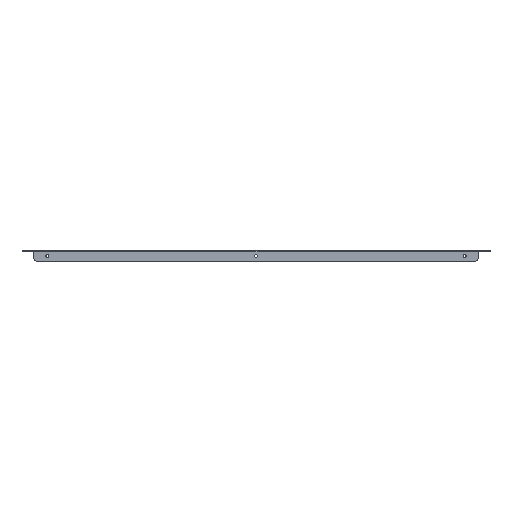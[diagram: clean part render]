
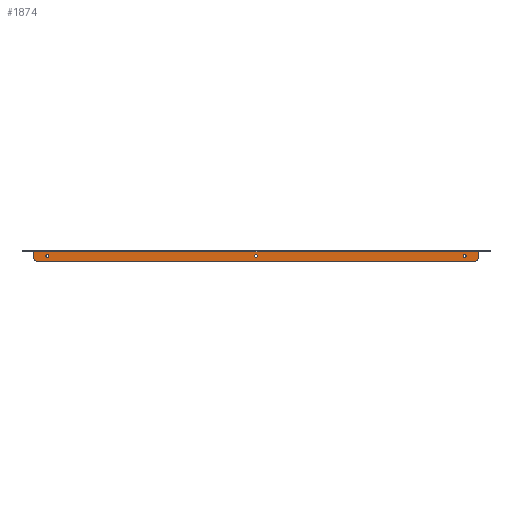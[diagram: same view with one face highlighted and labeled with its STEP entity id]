
A CAD part, front view. The second image highlights one B-rep face of the part: STEP entity #1874.
In plain terms, the highlighted planar face has unit normal (0, -1, 0).
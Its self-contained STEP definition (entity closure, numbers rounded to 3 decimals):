
#8 = DIRECTION ( 'NONE',  ( 0., 1., 0. ) ) ;
#48 = VERTEX_POINT ( 'NONE', #1726 ) ;
#54 = CIRCLE ( 'NONE', #90, 2.1 ) ;
#59 = ORIENTED_EDGE ( 'NONE', *, *, #597, .T. ) ;
#90 = AXIS2_PLACEMENT_3D ( 'NONE', #572, #1295, #412 ) ;
#94 = VECTOR ( 'NONE', #1399, 1000. ) ;
#127 = CARTESIAN_POINT ( 'NONE',  ( 306.25, -49.8, -5.4 ) ) ;
#134 = CARTESIAN_POINT ( 'NONE',  ( -328.796, -49.8, -0.919 ) ) ;
#137 = AXIS2_PLACEMENT_3D ( 'NONE', #719, #8, #1600 ) ;
#163 = LINE ( 'NONE', #699, #226 ) ;
#178 = ORIENTED_EDGE ( 'NONE', *, *, #1512, .T. ) ;
#192 = VECTOR ( 'NONE', #990, 1000. ) ;
#226 = VECTOR ( 'NONE', #1435, 1000. ) ;
#249 = LINE ( 'NONE', #1318, #786 ) ;
#314 = EDGE_CURVE ( 'NONE', #1402, #617, #493, .T. ) ;
#319 = FACE_OUTER_BOUND ( 'NONE', #1267, .T. ) ;
#381 = CIRCLE ( 'NONE', #1104, 2.1 ) ;
#382 = CIRCLE ( 'NONE', #1537, 5. ) ;
#412 = DIRECTION ( 'NONE',  ( 0., 0., 1. ) ) ;
#413 = EDGE_CURVE ( 'NONE', #48, #48, #381, .T. ) ;
#445 = DIRECTION ( 'NONE',  ( 0., 0., -1. ) ) ;
#493 = LINE ( 'NONE', #1527, #94 ) ;
#497 = DIRECTION ( 'NONE',  ( 0., 1., 0. ) ) ;
#509 = CARTESIAN_POINT ( 'NONE',  ( 326.25, -49.8, -10. ) ) ;
#514 = EDGE_LOOP ( 'NONE', ( #1519 ) ) ;
#572 = CARTESIAN_POINT ( 'NONE',  ( 306.25, -49.8, -7.5 ) ) ;
#581 = VERTEX_POINT ( 'NONE', #127 ) ;
#597 = EDGE_CURVE ( 'NONE', #1677, #1294, #249, .T. ) ;
#602 = VERTEX_POINT ( 'NONE', #1618 ) ;
#614 = PLANE ( 'NONE',  #782 ) ;
#617 = VERTEX_POINT ( 'NONE', #1762 ) ;
#661 = EDGE_CURVE ( 'NONE', #1451, #1451, #927, .T. ) ;
#692 = FACE_BOUND ( 'NONE', #514, .T. ) ;
#699 = CARTESIAN_POINT ( 'NONE',  ( 0., -49.8, -15. ) ) ;
#719 = CARTESIAN_POINT ( 'NONE',  ( 0., -49.8, -7.5 ) ) ;
#737 = CARTESIAN_POINT ( 'NONE',  ( -321.25, -49.8, -15. ) ) ;
#782 = AXIS2_PLACEMENT_3D ( 'NONE', #807, #497, #1695 ) ;
#786 = VECTOR ( 'NONE', #445, 1000. ) ;
#787 = FACE_BOUND ( 'NONE', #1546, .T. ) ;
#807 = CARTESIAN_POINT ( 'NONE',  ( 0., -49.8, 0. ) ) ;
#847 = DIRECTION ( 'NONE',  ( 0., 0., 1. ) ) ;
#927 = CIRCLE ( 'NONE', #137, 2.1 ) ;
#956 = ORIENTED_EDGE ( 'NONE', *, *, #314, .T. ) ;
#978 = DIRECTION ( 'NONE',  ( 0., 0., 1. ) ) ;
#990 = DIRECTION ( 'NONE',  ( 1., 0., 0. ) ) ;
#1023 = CIRCLE ( 'NONE', #1681, 5. ) ;
#1037 = VERTEX_POINT ( 'NONE', #737 ) ;
#1041 = CARTESIAN_POINT ( 'NONE',  ( -321.25, -49.8, -10. ) ) ;
#1071 = EDGE_CURVE ( 'NONE', #1294, #1037, #382, .T. ) ;
#1104 = AXIS2_PLACEMENT_3D ( 'NONE', #1253, #1707, #1679 ) ;
#1132 = CARTESIAN_POINT ( 'NONE',  ( 321.25, -49.8, -10. ) ) ;
#1135 = DIRECTION ( 'NONE',  ( 0., -1., 0. ) ) ;
#1166 = EDGE_CURVE ( 'NONE', #1037, #602, #163, .T. ) ;
#1183 = FACE_BOUND ( 'NONE', #1474, .T. ) ;
#1253 = CARTESIAN_POINT ( 'NONE',  ( -306.25, -49.8, -7.5 ) ) ;
#1267 = EDGE_LOOP ( 'NONE', ( #59, #1480, #1655, #178, #956, #1745 ) ) ;
#1294 = VERTEX_POINT ( 'NONE', #1482 ) ;
#1295 = DIRECTION ( 'NONE',  ( 0., 1., 0. ) ) ;
#1318 = CARTESIAN_POINT ( 'NONE',  ( -326.25, -49.8, 0. ) ) ;
#1399 = DIRECTION ( 'NONE',  ( 0., 0., 1. ) ) ;
#1401 = DIRECTION ( 'NONE',  ( 0., -1., 0. ) ) ;
#1402 = VERTEX_POINT ( 'NONE', #509 ) ;
#1429 = CARTESIAN_POINT ( 'NONE',  ( 0., -49.8, -5.4 ) ) ;
#1435 = DIRECTION ( 'NONE',  ( 1., 0., 0. ) ) ;
#1451 = VERTEX_POINT ( 'NONE', #1429 ) ;
#1474 = EDGE_LOOP ( 'NONE', ( #1564 ) ) ;
#1480 = ORIENTED_EDGE ( 'NONE', *, *, #1071, .T. ) ;
#1482 = CARTESIAN_POINT ( 'NONE',  ( -326.25, -49.8, -10. ) ) ;
#1497 = LINE ( 'NONE', #134, #192 ) ;
#1512 = EDGE_CURVE ( 'NONE', #602, #1402, #1023, .T. ) ;
#1519 = ORIENTED_EDGE ( 'NONE', *, *, #1640, .T. ) ;
#1527 = CARTESIAN_POINT ( 'NONE',  ( 326.25, -49.8, 0. ) ) ;
#1537 = AXIS2_PLACEMENT_3D ( 'NONE', #1041, #1135, #847 ) ;
#1546 = EDGE_LOOP ( 'NONE', ( #1819 ) ) ;
#1564 = ORIENTED_EDGE ( 'NONE', *, *, #661, .T. ) ;
#1598 = EDGE_CURVE ( 'NONE', #1677, #617, #1497, .T. ) ;
#1600 = DIRECTION ( 'NONE',  ( 0., 0., 1. ) ) ;
#1618 = CARTESIAN_POINT ( 'NONE',  ( 321.25, -49.8, -15. ) ) ;
#1640 = EDGE_CURVE ( 'NONE', #581, #581, #54, .T. ) ;
#1655 = ORIENTED_EDGE ( 'NONE', *, *, #1166, .T. ) ;
#1677 = VERTEX_POINT ( 'NONE', #1729 ) ;
#1679 = DIRECTION ( 'NONE',  ( 0., 0., 1. ) ) ;
#1681 = AXIS2_PLACEMENT_3D ( 'NONE', #1132, #1401, #978 ) ;
#1695 = DIRECTION ( 'NONE',  ( 0., 0., 1. ) ) ;
#1707 = DIRECTION ( 'NONE',  ( 0., 1., 0. ) ) ;
#1726 = CARTESIAN_POINT ( 'NONE',  ( -306.25, -49.8, -5.4 ) ) ;
#1729 = CARTESIAN_POINT ( 'NONE',  ( -326.25, -49.8, -0.919 ) ) ;
#1745 = ORIENTED_EDGE ( 'NONE', *, *, #1598, .F. ) ;
#1762 = CARTESIAN_POINT ( 'NONE',  ( 326.25, -49.8, -0.919 ) ) ;
#1819 = ORIENTED_EDGE ( 'NONE', *, *, #413, .T. ) ;
#1874 = ADVANCED_FACE ( 'NONE', ( #787, #1183, #692, #319 ), #614, .F. ) ;
